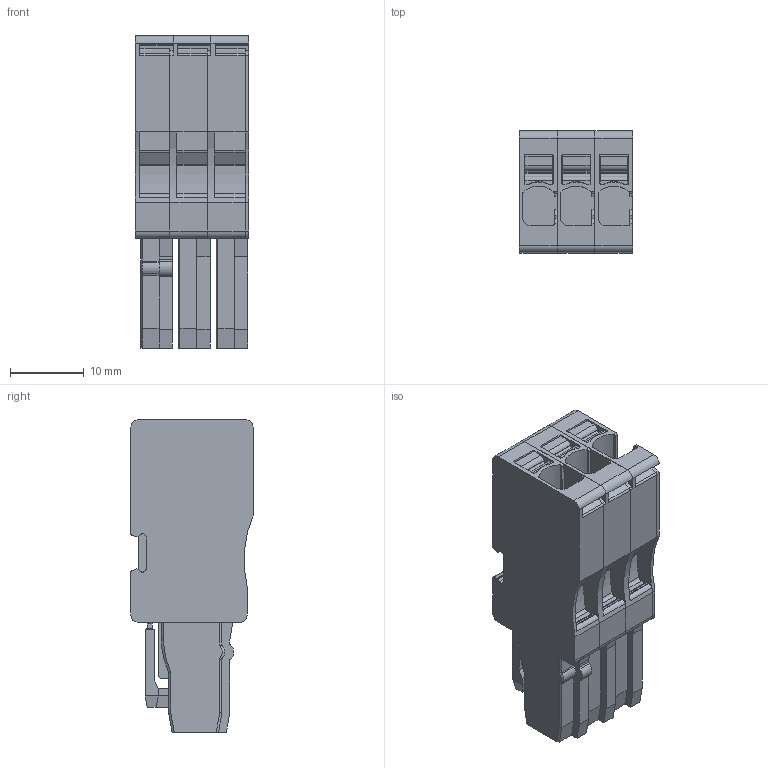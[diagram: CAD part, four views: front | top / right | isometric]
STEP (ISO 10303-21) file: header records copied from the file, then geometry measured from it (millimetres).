
FILE_DESCRIPTION(('CATIA V5R24 STEP','CAx-IF Rec.Pracs.--- Model Styling and Organization---1.2---2011-12-15'),'2;1');
FILE_NAME ('8655148_2', '2017-07-04T06:58:28+00:00', ('Weidmueller Interface'), ('Weidmueller'), 'CATIA Version 5-6 Release 2014 SP4 HF52', 'CATIA V5 STEP AP214', 'none');
FILE_SCHEMA(('AUTOMOTIVE_DESIGN { 1 0 10303 214 1 1 1 1 }'));
Length unit declared in the file: millimetre
Products named in the file (1): 1513820000_APG_2-5_3_BG_BL_GN
Bounding box: 15.3 x 16.5 x 42.25 mm (x, y, z)
Volume: 7281.8 mm3; surface area: 7301.6 mm2
Topology: 7 solids, 7 shells, 1098 faces, 2974 edges, 1931 vertices
Faces by surface type: plane 555, cylinder 386, cone 62, torus 56, extrusion 39
Entity records: 35778 total; most frequent: CARTESIAN_POINT 7898, ORIENTED_EDGE 5948, DIRECTION 4707, EDGE_CURVE 2974, VECTOR 1998, LINE 1959, VERTEX_POINT 1931, AXIS2_PLACEMENT_3D 1761
